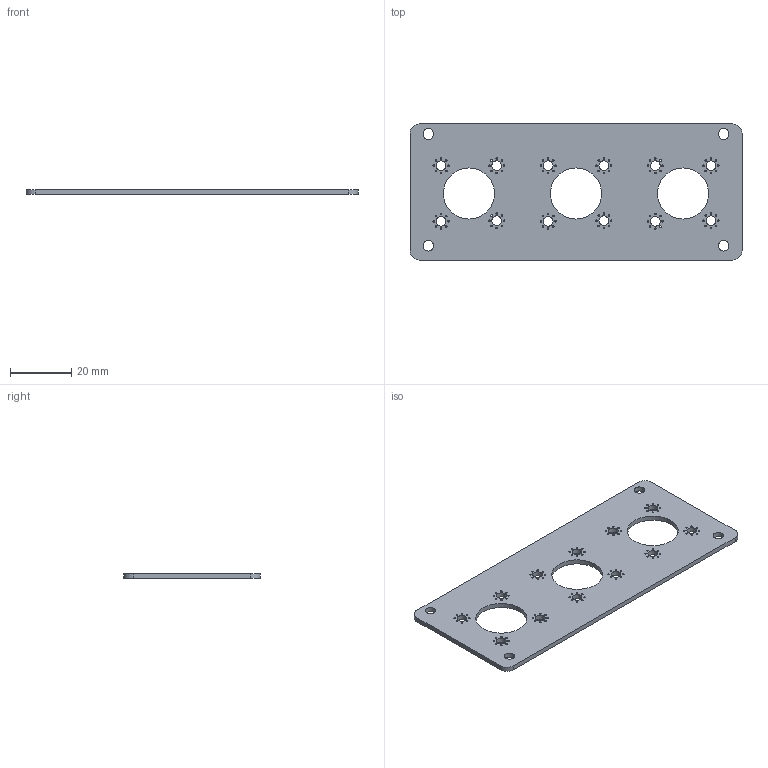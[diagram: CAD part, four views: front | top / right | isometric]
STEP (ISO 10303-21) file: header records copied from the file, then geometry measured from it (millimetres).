
FILE_DESCRIPTION(('KiCad electronic assembly'),'2;1');
FILE_NAME('front_panel.step','2020-07-05T16:32:44',('An Author'),( 'A Company'),'Open CASCADE STEP processor 6.9', 'KiCad to STEP converter','Unknown');
FILE_SCHEMA(('AUTOMOTIVE_DESIGN { 1 0 10303 214 1 1 1 1 }'));
Length unit declared in the file: millimetre
Products named in the file (2): Open CASCADE STEP translator 6.9 1; COMPOUND
Assembly tree (1 placements, depth 2):
  Open CASCADE STEP translator 6.9 1
    COMPOUND
Bounding box: 108.5 x 44.5 x 1.6 mm (x, y, z)
Volume: 6415.3 mm3; surface area: 9257 mm2
Topology: 1 solids, 1 shells, 125 faces, 369 edges, 246 vertices
Faces by surface type: cylinder 119, plane 6
Full cylindrical faces by diameter (mm): 0.5 x96, 3.2 x12, 3.5 x4, 16.7 x3
Entity records: 9625 total; most frequent: DIRECTION 1599, CARTESIAN_POINT 1480, ORIENTED_EDGE 738, PCURVE 738, DEFINITIONAL_REPRESENTATION 738, LINE 631, VECTOR 631, CIRCLE 476
